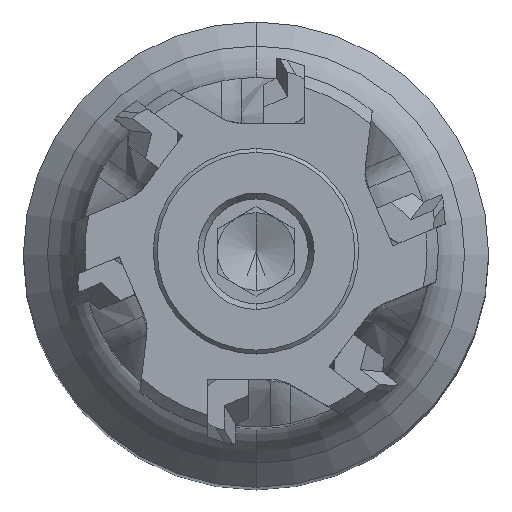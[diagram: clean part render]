
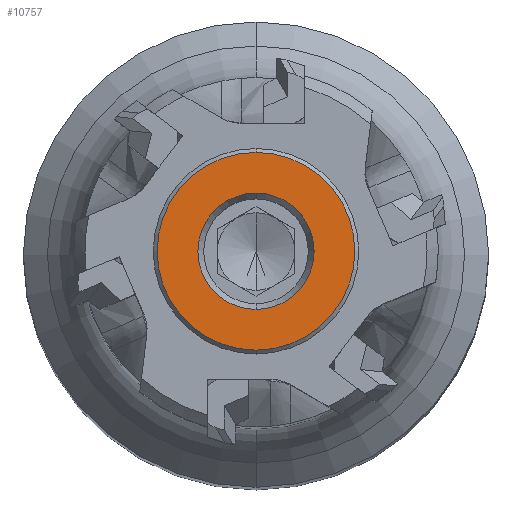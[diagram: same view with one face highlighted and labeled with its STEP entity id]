
A CAD part, top view. The second image highlights one B-rep face of the part: STEP entity #10757.
In plain terms, the highlighted planar face has unit normal (0, 0, 1).
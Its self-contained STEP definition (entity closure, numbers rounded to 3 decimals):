
#10000=CARTESIAN_POINT('',(0.,0.,0.));
#10001=DIRECTION('',(0.,0.,-1.));
#10002=DIRECTION('',(0.,1.,0.));
#10003=AXIS2_PLACEMENT_3D('',#10000,#10001,#10002);
#10008=CARTESIAN_POINT('',(0.,0.,0.));
#10009=DIRECTION('',(0.,0.,-1.));
#10010=DIRECTION('',(0.,-1.,0.));
#10011=AXIS2_PLACEMENT_3D('',#10008,#10009,#10010);
#10016=CARTESIAN_POINT('',(0.,0.,0.));
#10017=DIRECTION('',(0.,0.,1.));
#10018=DIRECTION('',(0.,1.,0.));
#10019=AXIS2_PLACEMENT_3D('',#10016,#10017,#10018);
#10038=CARTESIAN_POINT('',(0.,0.,0.));
#10039=DIRECTION('',(0.,0.,-1.));
#10040=DIRECTION('',(0.,1.,0.));
#10041=AXIS2_PLACEMENT_3D('',#10038,#10039,#10040);
#10640=CARTESIAN_POINT('',(0.,2.55,0.));
#10642=VERTEX_POINT('',#10640);
#10652=CARTESIAN_POINT('',(0.,-2.55,0.));
#10654=VERTEX_POINT('',#10652);
#10718=CARTESIAN_POINT('',(0.,1.5,0.));
#10719=CARTESIAN_POINT('',(0.,-1.5,0.));
#10720=VERTEX_POINT('',#10718);
#10721=VERTEX_POINT('',#10719);
#10740=CARTESIAN_POINT('',(0.,0.,0.));
#10741=DIRECTION('',(0.,0.,1.));
#10742=DIRECTION('',(0.,-1.,0.));
#10743=AXIS2_PLACEMENT_3D('',#10740,#10741,#10742);
#10744=PLANE('',#10743);
#10746=ORIENTED_EDGE('',*,*,#10745,.F.);
#10748=ORIENTED_EDGE('',*,*,#10747,.T.);
#10749=EDGE_LOOP('',(#10746,#10748));
#10750=FACE_OUTER_BOUND('',#10749,.F.);
#10752=ORIENTED_EDGE('',*,*,#10751,.F.);
#10754=ORIENTED_EDGE('',*,*,#10753,.F.);
#10755=EDGE_LOOP('',(#10752,#10754));
#10756=FACE_BOUND('',#10755,.F.);
#10004=CIRCLE('',#10003,1.5);
#10012=CIRCLE('',#10011,1.5);
#10020=CIRCLE('',#10019,2.55);
#10042=CIRCLE('',#10041,2.55);
#10745=EDGE_CURVE('',#10642,#10654,#10020,.T.);
#10747=EDGE_CURVE('',#10642,#10654,#10042,.T.);
#10751=EDGE_CURVE('',#10720,#10721,#10004,.T.);
#10753=EDGE_CURVE('',#10721,#10720,#10012,.T.);
#10757=ADVANCED_FACE('',(#10750,#10756),#10744,.T.);
